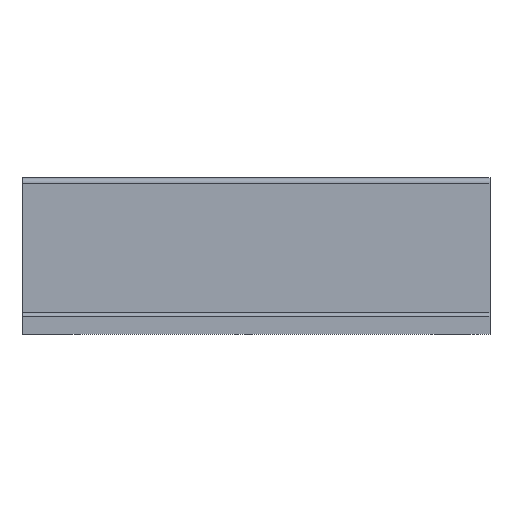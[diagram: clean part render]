
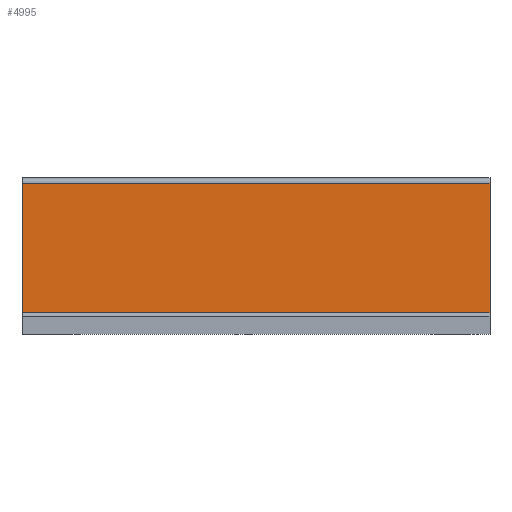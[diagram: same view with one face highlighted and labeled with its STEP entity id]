
A CAD part, front view. The second image highlights one B-rep face of the part: STEP entity #4995.
In plain terms, the highlighted planar face has unit normal (0, -1, 0).
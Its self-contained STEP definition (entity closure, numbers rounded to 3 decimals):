
#94 = EDGE_CURVE ( 'NONE', #336, #417, #1282, .T. ) ;
#336 = VERTEX_POINT ( 'NONE', #2687 ) ;
#417 = VERTEX_POINT ( 'NONE', #2768 ) ;
#787 = VERTEX_POINT ( 'NONE', #2861 ) ;
#789 = VERTEX_POINT ( 'NONE', #2863 ) ;
#1116 = EDGE_LOOP ( 'NONE', ( #3651, #3652, #3653, #3654 ) ) ;
#1282 = LINE ( 'NONE', #3335, #1286 ) ;
#1286 = VECTOR ( 'NONE', #3353, 1000. ) ;
#1832 = EDGE_CURVE ( 'NONE', #787, #336, #2200, .T. ) ;
#1915 = EDGE_CURVE ( 'NONE', #417, #789, #2328, .T. ) ;
#2200 = LINE ( 'NONE', #3117, #2202 ) ;
#2202 = VECTOR ( 'NONE', #3118, 1000. ) ;
#2328 = LINE ( 'NONE', #3986, #2330 ) ;
#2330 = VECTOR ( 'NONE', #3987, 1000. ) ;
#2567 = LINE ( 'NONE', #4451, #2569 ) ;
#2569 = VECTOR ( 'NONE', #4447, 1000. ) ;
#2578 = FACE_OUTER_BOUND ( 'NONE', #1116, .T. ) ;
#2687 = CARTESIAN_POINT ( 'NONE',  ( 64.464, -13.07, 44.412 ) ) ;
#2768 = CARTESIAN_POINT ( 'NONE',  ( 31.524, -13.07, 44.412 ) ) ;
#2861 = CARTESIAN_POINT ( 'NONE',  ( 64.464, -13.07, 53.511 ) ) ;
#2863 = CARTESIAN_POINT ( 'NONE',  ( 31.524, -13.07, 53.511 ) ) ;
#3117 = CARTESIAN_POINT ( 'NONE',  ( 64.464, -13.07, 44.412 ) ) ;
#3118 = DIRECTION ( 'NONE',  ( 0., 0., -1. ) ) ;
#3335 = CARTESIAN_POINT ( 'NONE',  ( 64.464, -13.07, 44.412 ) ) ;
#3353 = DIRECTION ( 'NONE',  ( -1., 0., 0. ) ) ;
#3651 = ORIENTED_EDGE ( 'NONE', *, *, #1915, .F. ) ;
#3652 = ORIENTED_EDGE ( 'NONE', *, *, #94, .F. ) ;
#3653 = ORIENTED_EDGE ( 'NONE', *, *, #1832, .F. ) ;
#3654 = ORIENTED_EDGE ( 'NONE', *, *, #4793, .T. ) ;
#3986 = CARTESIAN_POINT ( 'NONE',  ( 31.524, -13.07, 44.412 ) ) ;
#3987 = DIRECTION ( 'NONE',  ( 0., 0., 1. ) ) ;
#4447 = DIRECTION ( 'NONE',  ( -1., 0., 0. ) ) ;
#4451 = CARTESIAN_POINT ( 'NONE',  ( 64.464, -13.07, 53.511 ) ) ;
#4487 = CARTESIAN_POINT ( 'NONE',  ( 64.464, -13.07, 44.412 ) ) ;
#4489 = PLANE ( 'NONE',  #4977 ) ;
#4491 = DIRECTION ( 'NONE',  ( 0., 1., 0. ) ) ;
#4492 = DIRECTION ( 'NONE',  ( 0., 0., 1. ) ) ;
#4793 = EDGE_CURVE ( 'NONE', #787, #789, #2567, .T. ) ;
#4977 = AXIS2_PLACEMENT_3D ( 'NONE', #4487, #4491, #4492 ) ;
#4995 = ADVANCED_FACE ( 'NONE', ( #2578 ), #4489, .F. ) ;
